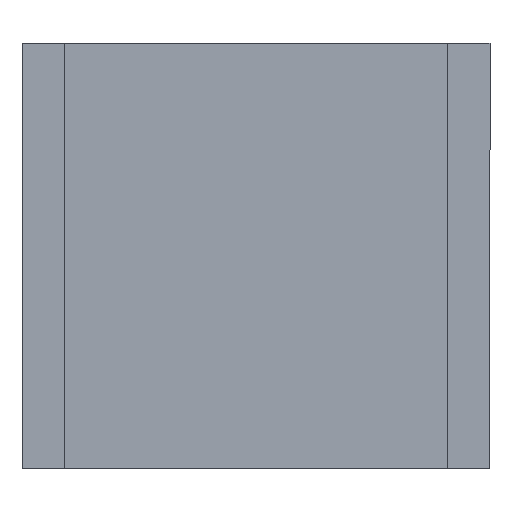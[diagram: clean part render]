
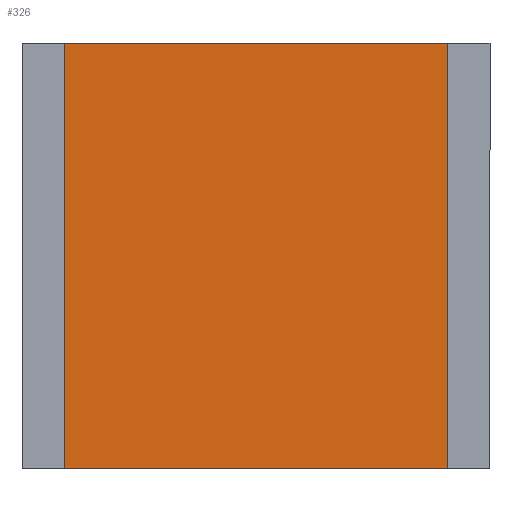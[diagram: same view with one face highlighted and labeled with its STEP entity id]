
A CAD part, top view. The second image highlights one B-rep face of the part: STEP entity #326.
In plain terms, the highlighted planar face has unit normal (0, 0, 1).
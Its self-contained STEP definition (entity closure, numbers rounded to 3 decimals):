
#230=CARTESIAN_POINT('',(2.29,2.54,2.18));
#231=VERTEX_POINT('',#230);
#240=CARTESIAN_POINT('',(2.29,-2.54,2.18));
#241=VERTEX_POINT('',#240);
#242=CARTESIAN_POINT('',(2.29,-2.54,2.18));
#243=DIRECTION('',(0.0,1.0,0.0));
#244=VECTOR('',#243,5.08);
#245=LINE('',#242,#244);
#246=EDGE_CURVE('',#241,#231,#245,.T.);
#270=CARTESIAN_POINT('',(-2.29,-2.54,2.18));
#271=VERTEX_POINT('',#270);
#280=CARTESIAN_POINT('',(-2.29,2.54,2.18));
#281=VERTEX_POINT('',#280);
#282=CARTESIAN_POINT('',(-2.29,2.54,2.18));
#283=DIRECTION('',(0.0,-1.0,0.0));
#284=VECTOR('',#283,5.08);
#285=LINE('',#282,#284);
#286=EDGE_CURVE('',#281,#271,#285,.T.);
#305=CARTESIAN_POINT('',(0.0,0.,2.18));
#306=DIRECTION('',(0.0,0.0,1.0));
#307=DIRECTION('',(0.0,-1.0,0.0));
#308=AXIS2_PLACEMENT_3D('',#305,#306,#307);
#309=PLANE('',#308);
#310=ORIENTED_EDGE('',*,*,#246,.T.);
#311=CARTESIAN_POINT('',(2.29,2.54,2.18));
#312=DIRECTION('',(-1.0,0.0,0.0));
#313=VECTOR('',#312,4.58);
#314=LINE('',#311,#313);
#315=EDGE_CURVE('',#231,#281,#314,.T.);
#316=ORIENTED_EDGE('',*,*,#315,.T.);
#317=ORIENTED_EDGE('',*,*,#286,.T.);
#318=CARTESIAN_POINT('',(-2.29,-2.54,2.18));
#319=DIRECTION('',(1.0,0.0,0.0));
#320=VECTOR('',#319,4.58);
#321=LINE('',#318,#320);
#322=EDGE_CURVE('',#271,#241,#321,.T.);
#323=ORIENTED_EDGE('',*,*,#322,.T.);
#324=EDGE_LOOP('',(#310,#316,#317,#323));
#325=FACE_OUTER_BOUND('',#324,.T.);
#326=ADVANCED_FACE('',(#325),#309,.T.);
